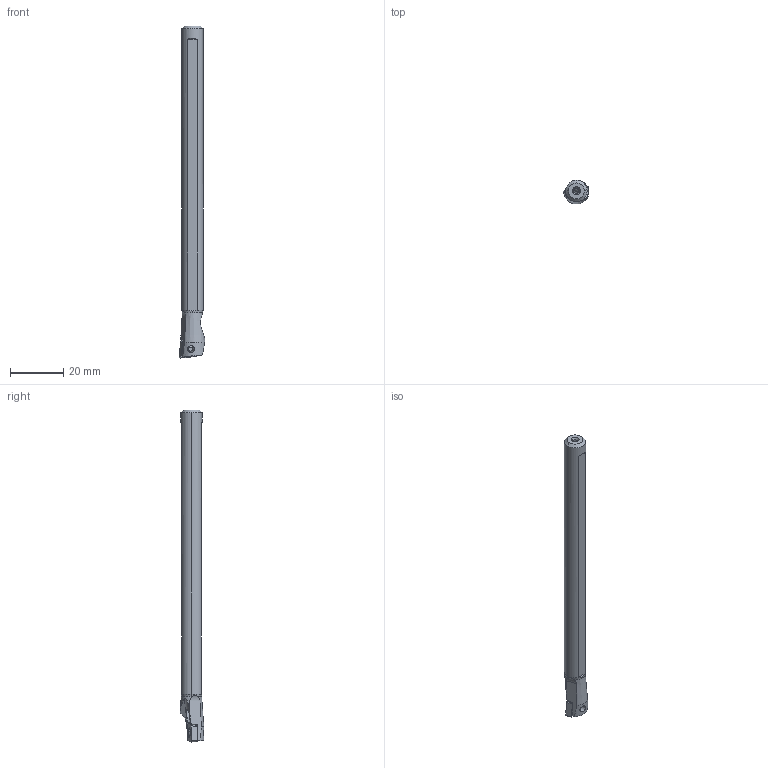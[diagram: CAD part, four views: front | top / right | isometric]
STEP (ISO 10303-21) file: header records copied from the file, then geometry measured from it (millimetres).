
FILE_DESCRIPTION(/* description */ (''),/* implementation_level */ '2;1');
FILE_NAME(/* name */ 'FSCLC1008R-06A_MR0_4.stp',/* time_stamp */ '2021-11-11T11:28:05+09:00',/* author */ (''),/* organization */ (''),/* preprocessor_version */ 'ST-DEVELOPER v16',/* originating_system */ 'SIEMENS PLM Software NX 10.0',/* authorisation */ '');
FILE_SCHEMA (('AUTOMOTIVE_DESIGN { 1 0 10303 214 3 1 1 1 }'));
Length unit declared in the file: millimetre
Products named in the file (1): FSCLC1008R-06A_MR0_4_ASM
Bounding box: 9.65 x 9.01 x 125 mm (x, y, z)
Volume: 5494.4 mm3; surface area: 4110.4 mm2
Topology: 2 solids, 2 shells, 114 faces, 333 edges, 231 vertices
Faces by surface type: cylinder 46, plane 35, cone 21, torus 6, sphere 6
Entity records: 4961 total; most frequent: CARTESIAN_POINT 1852, ORIENTED_EDGE 638, DIRECTION 626, EDGE_CURVE 319, AXIS2_PLACEMENT_3D 252, VERTEX_POINT 212, LINE 122, VECTOR 122
